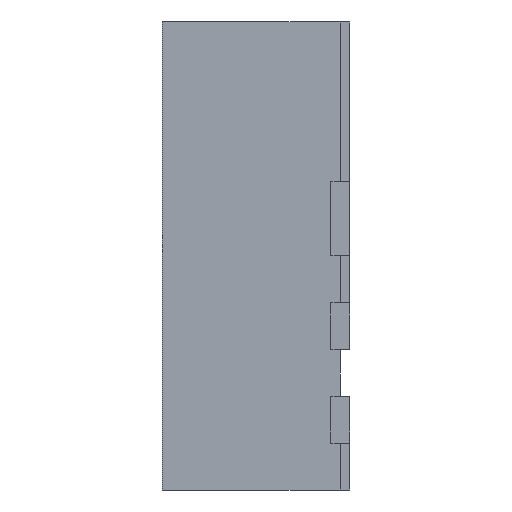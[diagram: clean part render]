
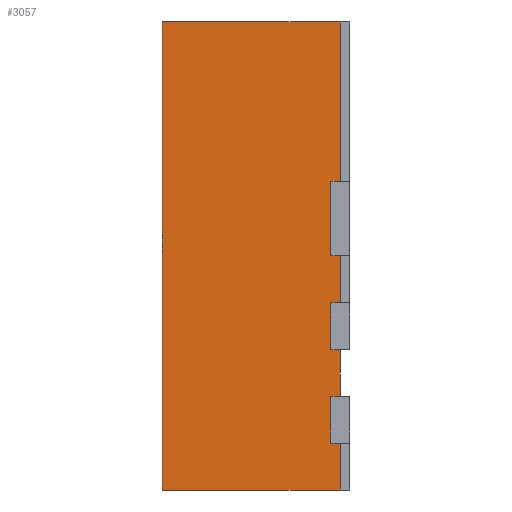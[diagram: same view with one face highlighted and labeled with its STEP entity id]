
A CAD part, left-side view. The second image highlights one B-rep face of the part: STEP entity #3057.
In plain terms, the highlighted planar face has unit normal (-1, 0, 0).
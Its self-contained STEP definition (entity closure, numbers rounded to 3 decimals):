
#74 = ORIENTED_EDGE ( 'NONE', *, *, #1057, .T. ) ;
#80 = CARTESIAN_POINT ( 'NONE',  ( -1.5, 0.1, 0. ) ) ;
#106 = VERTEX_POINT ( 'NONE', #1991 ) ;
#125 = CARTESIAN_POINT ( 'NONE',  ( -1.5, 0.1, 0.4 ) ) ;
#168 = VECTOR ( 'NONE', #3609, 1000. ) ;
#179 = VERTEX_POINT ( 'NONE', #357 ) ;
#180 = ORIENTED_EDGE ( 'NONE', *, *, #2139, .F. ) ;
#238 = CARTESIAN_POINT ( 'NONE',  ( -1.5, 0.05, -1.25 ) ) ;
#241 = VERTEX_POINT ( 'NONE', #3485 ) ;
#244 = DIRECTION ( 'NONE',  ( 0., -1., 0. ) ) ;
#269 = CARTESIAN_POINT ( 'NONE',  ( -1.5, 0.1, 0. ) ) ;
#270 = VECTOR ( 'NONE', #1218, 1000. ) ;
#277 = DIRECTION ( 'NONE',  ( 0., 0., -1. ) ) ;
#303 = LINE ( 'NONE', #823, #2887 ) ;
#328 = CARTESIAN_POINT ( 'NONE',  ( -1.5, 5.905, 1.25 ) ) ;
#339 = VERTEX_POINT ( 'NONE', #238 ) ;
#345 = CARTESIAN_POINT ( 'NONE',  ( -1.5, 0.1, 0.4 ) ) ;
#357 = CARTESIAN_POINT ( 'NONE',  ( -1.5, 0.05, 0.4 ) ) ;
#400 = VERTEX_POINT ( 'NONE', #3567 ) ;
#421 = LINE ( 'NONE', #328, #168 ) ;
#432 = AXIS2_PLACEMENT_3D ( 'NONE', #3536, #1564, #277 ) ;
#433 = CARTESIAN_POINT ( 'NONE',  ( -1.5, 0.1, -1. ) ) ;
#488 = VERTEX_POINT ( 'NONE', #3146 ) ;
#594 = CARTESIAN_POINT ( 'NONE',  ( -1.5, 0.1, -0.25 ) ) ;
#663 = EDGE_CURVE ( 'NONE', #1398, #488, #2851, .T. ) ;
#664 = DIRECTION ( 'NONE',  ( 0., 0., 1. ) ) ;
#711 = ORIENTED_EDGE ( 'NONE', *, *, #3038, .F. ) ;
#819 = EDGE_CURVE ( 'NONE', #400, #978, #421, .T. ) ;
#823 = CARTESIAN_POINT ( 'NONE',  ( -1.5, 0.1, 0. ) ) ;
#829 = LINE ( 'NONE', #345, #1739 ) ;
#887 = LINE ( 'NONE', #2624, #1531 ) ;
#914 = VERTEX_POINT ( 'NONE', #989 ) ;
#978 = VERTEX_POINT ( 'NONE', #3321 ) ;
#989 = CARTESIAN_POINT ( 'NONE',  ( -1.5, 0.05, -0.25 ) ) ;
#1057 = EDGE_CURVE ( 'NONE', #339, #241, #3225, .T. ) ;
#1089 = LINE ( 'NONE', #2924, #1484 ) ;
#1095 = VERTEX_POINT ( 'NONE', #4208 ) ;
#1146 = DIRECTION ( 'NONE',  ( 0., -1., 0. ) ) ;
#1218 = DIRECTION ( 'NONE',  ( 0., 0., -1. ) ) ;
#1264 = EDGE_CURVE ( 'NONE', #1095, #914, #1342, .T. ) ;
#1293 = VERTEX_POINT ( 'NONE', #3244 ) ;
#1298 = LINE ( 'NONE', #1455, #2910 ) ;
#1338 = LINE ( 'NONE', #2123, #2953 ) ;
#1342 = LINE ( 'NONE', #594, #2373 ) ;
#1352 = ORIENTED_EDGE ( 'NONE', *, *, #1680, .T. ) ;
#1360 = CARTESIAN_POINT ( 'NONE',  ( -1.5, 1., -1.25 ) ) ;
#1398 = VERTEX_POINT ( 'NONE', #1765 ) ;
#1455 = CARTESIAN_POINT ( 'NONE',  ( -1.5, 0.1, 0. ) ) ;
#1478 = LINE ( 'NONE', #1673, #3261 ) ;
#1484 = VECTOR ( 'NONE', #244, 1000. ) ;
#1487 = DIRECTION ( 'NONE',  ( 0., -1., 0. ) ) ;
#1517 = EDGE_CURVE ( 'NONE', #914, #106, #3831, .T. ) ;
#1531 = VECTOR ( 'NONE', #664, 1000. ) ;
#1546 = EDGE_CURVE ( 'NONE', #1398, #1095, #1338, .T. ) ;
#1564 = DIRECTION ( 'NONE',  ( 1., 0., 0. ) ) ;
#1580 = FACE_OUTER_BOUND ( 'NONE', #2029, .T. ) ;
#1601 = DIRECTION ( 'NONE',  ( 0., 0., 1. ) ) ;
#1616 = CARTESIAN_POINT ( 'NONE',  ( -1.5, 0.05, 1.25 ) ) ;
#1625 = ORIENTED_EDGE ( 'NONE', *, *, #1546, .T. ) ;
#1673 = CARTESIAN_POINT ( 'NONE',  ( -1.5, 1., 1.25 ) ) ;
#1680 = EDGE_CURVE ( 'NONE', #2270, #2302, #3106, .T. ) ;
#1703 = DIRECTION ( 'NONE',  ( 0., 0., 1. ) ) ;
#1714 = ORIENTED_EDGE ( 'NONE', *, *, #2438, .T. ) ;
#1720 = EDGE_CURVE ( 'NONE', #2012, #339, #1089, .T. ) ;
#1739 = VECTOR ( 'NONE', #2651, 1000. ) ;
#1765 = CARTESIAN_POINT ( 'NONE',  ( -1.5, 0.1, -0.5 ) ) ;
#1785 = DIRECTION ( 'NONE',  ( 0., -1., 0. ) ) ;
#1855 = VECTOR ( 'NONE', #4035, 1000. ) ;
#1865 = PLANE ( 'NONE',  #432 ) ;
#1983 = EDGE_CURVE ( 'NONE', #2012, #400, #1478, .T. ) ;
#1991 = CARTESIAN_POINT ( 'NONE',  ( -1.5, 0.05, 0. ) ) ;
#2012 = VERTEX_POINT ( 'NONE', #1360 ) ;
#2025 = VERTEX_POINT ( 'NONE', #80 ) ;
#2029 = EDGE_LOOP ( 'NONE', ( #1625, #3524, #3377, #711, #2391, #3788, #1714, #2592, #3652, #4092, #74, #180, #3658, #1352, #4250, #3897 ) ) ;
#2123 = CARTESIAN_POINT ( 'NONE',  ( -1.5, 0.1, 0. ) ) ;
#2129 = LINE ( 'NONE', #269, #270 ) ;
#2139 = EDGE_CURVE ( 'NONE', #1293, #241, #3212, .T. ) ;
#2231 = VECTOR ( 'NONE', #2955, 1000. ) ;
#2270 = VERTEX_POINT ( 'NONE', #3163 ) ;
#2302 = VERTEX_POINT ( 'NONE', #4189 ) ;
#2346 = CARTESIAN_POINT ( 'NONE',  ( -1.5, 0.1, -0.5 ) ) ;
#2373 = VECTOR ( 'NONE', #3562, 1000. ) ;
#2391 = ORIENTED_EDGE ( 'NONE', *, *, #3473, .F. ) ;
#2423 = DIRECTION ( 'NONE',  ( 0., 0., 1. ) ) ;
#2438 = EDGE_CURVE ( 'NONE', #179, #978, #3518, .T. ) ;
#2544 = EDGE_CURVE ( 'NONE', #3488, #179, #829, .T. ) ;
#2581 = VECTOR ( 'NONE', #1785, 1000. ) ;
#2582 = EDGE_CURVE ( 'NONE', #2302, #488, #887, .T. ) ;
#2592 = ORIENTED_EDGE ( 'NONE', *, *, #819, .F. ) ;
#2624 = CARTESIAN_POINT ( 'NONE',  ( -1.5, 0.05, 1.25 ) ) ;
#2651 = DIRECTION ( 'NONE',  ( 0., -1., 0. ) ) ;
#2741 = VECTOR ( 'NONE', #2423, 1000. ) ;
#2746 = CARTESIAN_POINT ( 'NONE',  ( -1.5, 0.05, 1.25 ) ) ;
#2851 = LINE ( 'NONE', #2346, #1855 ) ;
#2887 = VECTOR ( 'NONE', #1146, 1000. ) ;
#2910 = VECTOR ( 'NONE', #3413, 1000. ) ;
#2924 = CARTESIAN_POINT ( 'NONE',  ( -1.5, 5.905, -1.25 ) ) ;
#2953 = VECTOR ( 'NONE', #3722, 1000. ) ;
#2955 = DIRECTION ( 'NONE',  ( 0., 0., 1. ) ) ;
#3038 = EDGE_CURVE ( 'NONE', #2025, #106, #303, .T. ) ;
#3057 = ADVANCED_FACE ( 'NONE', ( #1580 ), #1865, .F. ) ;
#3103 = VECTOR ( 'NONE', #1601, 1000. ) ;
#3106 = LINE ( 'NONE', #3155, #3265 ) ;
#3146 = CARTESIAN_POINT ( 'NONE',  ( -1.5, 0.05, -0.5 ) ) ;
#3155 = CARTESIAN_POINT ( 'NONE',  ( -1.5, 0.1, -0.75 ) ) ;
#3163 = CARTESIAN_POINT ( 'NONE',  ( -1.5, 0.1, -0.75 ) ) ;
#3212 = LINE ( 'NONE', #433, #2581 ) ;
#3225 = LINE ( 'NONE', #3812, #2231 ) ;
#3244 = CARTESIAN_POINT ( 'NONE',  ( -1.5, 0.1, -1. ) ) ;
#3261 = VECTOR ( 'NONE', #1703, 1000. ) ;
#3265 = VECTOR ( 'NONE', #1487, 1000. ) ;
#3321 = CARTESIAN_POINT ( 'NONE',  ( -1.5, 0.05, 1.25 ) ) ;
#3377 = ORIENTED_EDGE ( 'NONE', *, *, #1517, .T. ) ;
#3413 = DIRECTION ( 'NONE',  ( 0., 0., -1. ) ) ;
#3473 = EDGE_CURVE ( 'NONE', #3488, #2025, #1298, .T. ) ;
#3485 = CARTESIAN_POINT ( 'NONE',  ( -1.5, 0.05, -1. ) ) ;
#3488 = VERTEX_POINT ( 'NONE', #125 ) ;
#3518 = LINE ( 'NONE', #1616, #3103 ) ;
#3524 = ORIENTED_EDGE ( 'NONE', *, *, #1264, .T. ) ;
#3536 = CARTESIAN_POINT ( 'NONE',  ( -1.5, 5.905, 1.25 ) ) ;
#3562 = DIRECTION ( 'NONE',  ( 0., -1., 0. ) ) ;
#3567 = CARTESIAN_POINT ( 'NONE',  ( -1.5, 1., 1.25 ) ) ;
#3609 = DIRECTION ( 'NONE',  ( 0., -1., 0. ) ) ;
#3652 = ORIENTED_EDGE ( 'NONE', *, *, #1983, .F. ) ;
#3658 = ORIENTED_EDGE ( 'NONE', *, *, #3804, .F. ) ;
#3722 = DIRECTION ( 'NONE',  ( 0., 0., 1. ) ) ;
#3788 = ORIENTED_EDGE ( 'NONE', *, *, #2544, .T. ) ;
#3804 = EDGE_CURVE ( 'NONE', #2270, #1293, #2129, .T. ) ;
#3812 = CARTESIAN_POINT ( 'NONE',  ( -1.5, 0.05, 1.25 ) ) ;
#3831 = LINE ( 'NONE', #2746, #2741 ) ;
#3897 = ORIENTED_EDGE ( 'NONE', *, *, #663, .F. ) ;
#4035 = DIRECTION ( 'NONE',  ( 0., -1., 0. ) ) ;
#4092 = ORIENTED_EDGE ( 'NONE', *, *, #1720, .T. ) ;
#4189 = CARTESIAN_POINT ( 'NONE',  ( -1.5, 0.05, -0.75 ) ) ;
#4208 = CARTESIAN_POINT ( 'NONE',  ( -1.5, 0.1, -0.25 ) ) ;
#4250 = ORIENTED_EDGE ( 'NONE', *, *, #2582, .T. ) ;
